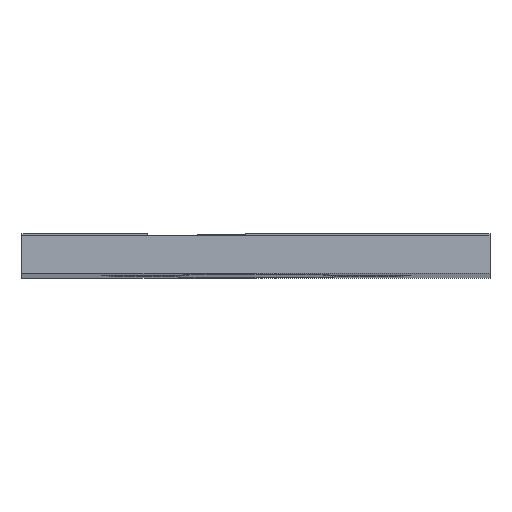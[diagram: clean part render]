
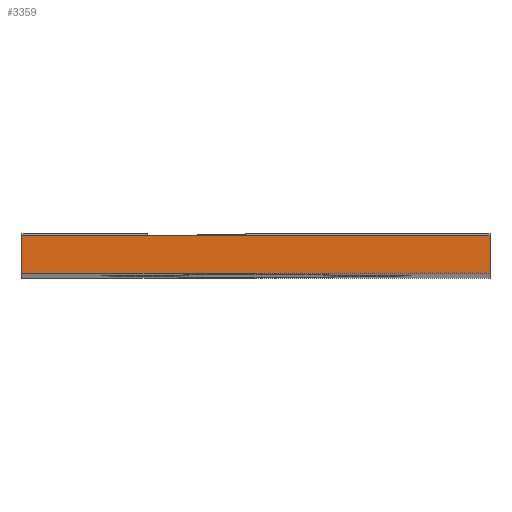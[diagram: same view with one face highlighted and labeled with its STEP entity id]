
A CAD part, top view. The second image highlights one B-rep face of the part: STEP entity #3359.
In plain terms, the highlighted planar face has unit normal (0, 0, 1).
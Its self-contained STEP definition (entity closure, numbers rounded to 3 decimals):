
#104 = CARTESIAN_POINT ( 'NONE',  ( 10., 0.8, 64.25 ) ) ;
#731 = VERTEX_POINT ( 'NONE', #10038 ) ;
#2025 = DIRECTION ( 'NONE',  ( 1., 0., 0. ) ) ;
#2264 = VECTOR ( 'NONE', #8906, 1000. ) ;
#2661 = DIRECTION ( 'NONE',  ( -1., 0., 0. ) ) ;
#2920 = CARTESIAN_POINT ( 'NONE',  ( -10., -0.8, 64.25 ) ) ;
#3048 = CARTESIAN_POINT ( 'NONE',  ( 10., -0.8, 64.25 ) ) ;
#3359 = ADVANCED_FACE ( 'NONE', ( #7051 ), #9883, .F. ) ;
#3684 = VECTOR ( 'NONE', #7734, 1000. ) ;
#4083 = EDGE_CURVE ( 'NONE', #8846, #11586, #11169, .T. ) ;
#4354 = CARTESIAN_POINT ( 'NONE',  ( -10., 0.8, 64.25 ) ) ;
#4400 = ORIENTED_EDGE ( 'NONE', *, *, #8935, .T. ) ;
#5020 = CARTESIAN_POINT ( 'NONE',  ( -10., 0.8, 64.25 ) ) ;
#5107 = CARTESIAN_POINT ( 'NONE',  ( -10., -0.8, 64.25 ) ) ;
#5198 = VECTOR ( 'NONE', #2025, 1000. ) ;
#6145 = ORIENTED_EDGE ( 'NONE', *, *, #6578, .F. ) ;
#6148 = VERTEX_POINT ( 'NONE', #9691 ) ;
#6578 = EDGE_CURVE ( 'NONE', #731, #6148, #10417, .T. ) ;
#7051 = FACE_OUTER_BOUND ( 'NONE', #7349, .T. ) ;
#7222 = CARTESIAN_POINT ( 'NONE',  ( -10., 0.8, 64.25 ) ) ;
#7349 = EDGE_LOOP ( 'NONE', ( #11845, #9814, #6145, #4400 ) ) ;
#7602 = EDGE_CURVE ( 'NONE', #6148, #11586, #10651, .T. ) ;
#7680 = AXIS2_PLACEMENT_3D ( 'NONE', #7222, #10163, #2661 ) ;
#7734 = DIRECTION ( 'NONE',  ( 0., -1., 0. ) ) ;
#8507 = DIRECTION ( 'NONE',  ( 1., 0., 0. ) ) ;
#8846 = VERTEX_POINT ( 'NONE', #5107 ) ;
#8906 = DIRECTION ( 'NONE',  ( 0., -1., 0. ) ) ;
#8930 = LINE ( 'NONE', #4354, #3684 ) ;
#8935 = EDGE_CURVE ( 'NONE', #731, #8846, #8930, .T. ) ;
#9691 = CARTESIAN_POINT ( 'NONE',  ( 10., 0.8, 64.25 ) ) ;
#9814 = ORIENTED_EDGE ( 'NONE', *, *, #7602, .F. ) ;
#9883 = PLANE ( 'NONE',  #7680 ) ;
#10038 = CARTESIAN_POINT ( 'NONE',  ( -10., 0.8, 64.25 ) ) ;
#10163 = DIRECTION ( 'NONE',  ( 0., 0., -1. ) ) ;
#10417 = LINE ( 'NONE', #5020, #10441 ) ;
#10441 = VECTOR ( 'NONE', #8507, 1000. ) ;
#10651 = LINE ( 'NONE', #104, #2264 ) ;
#11169 = LINE ( 'NONE', #2920, #5198 ) ;
#11586 = VERTEX_POINT ( 'NONE', #3048 ) ;
#11845 = ORIENTED_EDGE ( 'NONE', *, *, #4083, .T. ) ;
